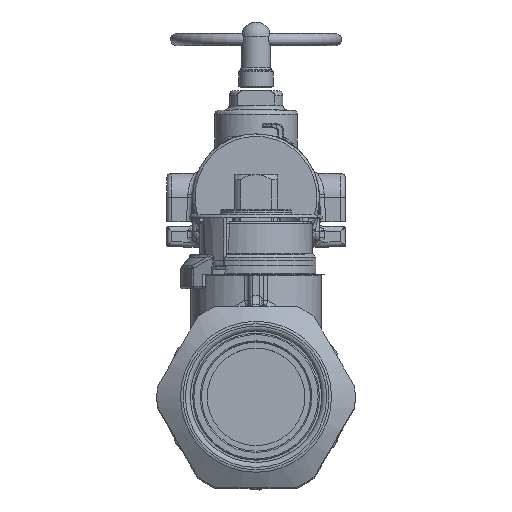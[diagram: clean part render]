
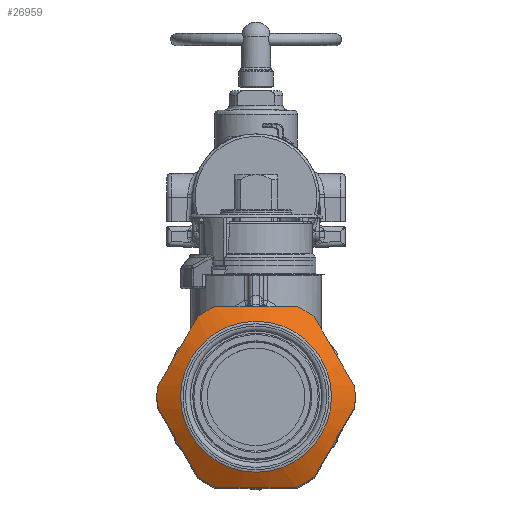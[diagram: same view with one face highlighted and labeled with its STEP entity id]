
A CAD part, top view. The second image highlights one B-rep face of the part: STEP entity #26959.
In plain terms, the highlighted conical face has half-angle 60 degrees and reference radius 17.78 mm.
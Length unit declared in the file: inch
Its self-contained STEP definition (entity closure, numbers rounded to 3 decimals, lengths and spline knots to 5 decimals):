
#70=(
BOUNDED_CURVE()
B_SPLINE_CURVE(2,(#121567,#121568,#121569),.UNSPECIFIED.,.F.,.F.)
B_SPLINE_CURVE_WITH_KNOTS((3,3),(0.,1.67512),.UNSPECIFIED.)
CURVE()
GEOMETRIC_REPRESENTATION_ITEM()
RATIONAL_B_SPLINE_CURVE((1.,1.096,1.))
REPRESENTATION_ITEM('')
);
#71=(
BOUNDED_CURVE()
B_SPLINE_CURVE(2,(#121573,#121574,#121575),.UNSPECIFIED.,.F.,.F.)
B_SPLINE_CURVE_WITH_KNOTS((3,3),(0.,1.67512),.UNSPECIFIED.)
CURVE()
GEOMETRIC_REPRESENTATION_ITEM()
RATIONAL_B_SPLINE_CURVE((1.,1.096,1.))
REPRESENTATION_ITEM('')
);
#72=(
BOUNDED_CURVE()
B_SPLINE_CURVE(2,(#121579,#121580,#121581),.UNSPECIFIED.,.F.,.F.)
B_SPLINE_CURVE_WITH_KNOTS((3,3),(0.,1.67512),.UNSPECIFIED.)
CURVE()
GEOMETRIC_REPRESENTATION_ITEM()
RATIONAL_B_SPLINE_CURVE((1.,1.096,1.))
REPRESENTATION_ITEM('')
);
#73=(
BOUNDED_CURVE()
B_SPLINE_CURVE(2,(#121585,#121586,#121587),.UNSPECIFIED.,.F.,.F.)
B_SPLINE_CURVE_WITH_KNOTS((3,3),(0.,1.67512),.UNSPECIFIED.)
CURVE()
GEOMETRIC_REPRESENTATION_ITEM()
RATIONAL_B_SPLINE_CURVE((1.,1.096,1.))
REPRESENTATION_ITEM('')
);
#74=(
BOUNDED_CURVE()
B_SPLINE_CURVE(2,(#121591,#121592,#121593),.UNSPECIFIED.,.F.,.F.)
B_SPLINE_CURVE_WITH_KNOTS((3,3),(0.,1.67512),.UNSPECIFIED.)
CURVE()
GEOMETRIC_REPRESENTATION_ITEM()
RATIONAL_B_SPLINE_CURVE((1.,1.096,1.))
REPRESENTATION_ITEM('')
);
#75=(
BOUNDED_CURVE()
B_SPLINE_CURVE(2,(#121597,#121598,#121599),.UNSPECIFIED.,.F.,.F.)
B_SPLINE_CURVE_WITH_KNOTS((3,3),(0.,1.67512),.UNSPECIFIED.)
CURVE()
GEOMETRIC_REPRESENTATION_ITEM()
RATIONAL_B_SPLINE_CURVE((1.,1.096,1.))
REPRESENTATION_ITEM('')
);
#1966=CONICAL_SURFACE('',#29906,0.7,1.047);
#3845=FACE_OUTER_BOUND('',#5673,.T.);
#5673=EDGE_LOOP('',(#24730,#24731,#24732,#24733,#24734,#24735,#24736,#24737,
#24738,#24739,#24740,#24741,#24742,#24743,#24744,#24745));
#8479=CIRCLE('',#29903,0.60928);
#8481=CIRCLE('',#29907,0.8);
#8482=CIRCLE('',#29908,0.8);
#8483=CIRCLE('',#29909,0.8);
#8484=CIRCLE('',#29910,0.8);
#8485=CIRCLE('',#29911,0.8);
#8486=CIRCLE('',#29912,0.8);
#8487=CIRCLE('',#29913,0.8);
#9327=LINE('',#121563,#10168);
#10168=VECTOR('',#36348,0.7);
#12514=VERTEX_POINT('',#121555);
#12516=VERTEX_POINT('',#121562);
#12517=VERTEX_POINT('',#121564);
#12518=VERTEX_POINT('',#121566);
#12519=VERTEX_POINT('',#121570);
#12520=VERTEX_POINT('',#121572);
#12521=VERTEX_POINT('',#121576);
#12522=VERTEX_POINT('',#121578);
#12523=VERTEX_POINT('',#121582);
#12524=VERTEX_POINT('',#121584);
#12525=VERTEX_POINT('',#121588);
#12526=VERTEX_POINT('',#121590);
#12527=VERTEX_POINT('',#121594);
#12528=VERTEX_POINT('',#121596);
#16591=EDGE_CURVE('',#12514,#12514,#8479,.T.);
#16593=EDGE_CURVE('',#12514,#12516,#9327,.T.);
#16594=EDGE_CURVE('',#12517,#12516,#8481,.T.);
#16595=EDGE_CURVE('',#12518,#12517,#70,.T.);
#16596=EDGE_CURVE('',#12519,#12518,#8482,.T.);
#16597=EDGE_CURVE('',#12520,#12519,#71,.T.);
#16598=EDGE_CURVE('',#12521,#12520,#8483,.T.);
#16599=EDGE_CURVE('',#12522,#12521,#72,.T.);
#16600=EDGE_CURVE('',#12523,#12522,#8484,.T.);
#16601=EDGE_CURVE('',#12524,#12523,#73,.T.);
#16602=EDGE_CURVE('',#12525,#12524,#8485,.T.);
#16603=EDGE_CURVE('',#12526,#12525,#74,.T.);
#16604=EDGE_CURVE('',#12527,#12526,#8486,.T.);
#16605=EDGE_CURVE('',#12528,#12527,#75,.T.);
#16606=EDGE_CURVE('',#12516,#12528,#8487,.T.);
#24730=ORIENTED_EDGE('',*,*,#16591,.F.);
#24731=ORIENTED_EDGE('',*,*,#16593,.T.);
#24732=ORIENTED_EDGE('',*,*,#16594,.F.);
#24733=ORIENTED_EDGE('',*,*,#16595,.F.);
#24734=ORIENTED_EDGE('',*,*,#16596,.F.);
#24735=ORIENTED_EDGE('',*,*,#16597,.F.);
#24736=ORIENTED_EDGE('',*,*,#16598,.F.);
#24737=ORIENTED_EDGE('',*,*,#16599,.F.);
#24738=ORIENTED_EDGE('',*,*,#16600,.F.);
#24739=ORIENTED_EDGE('',*,*,#16601,.F.);
#24740=ORIENTED_EDGE('',*,*,#16602,.F.);
#24741=ORIENTED_EDGE('',*,*,#16603,.F.);
#24742=ORIENTED_EDGE('',*,*,#16604,.F.);
#24743=ORIENTED_EDGE('',*,*,#16605,.F.);
#24744=ORIENTED_EDGE('',*,*,#16606,.F.);
#24745=ORIENTED_EDGE('',*,*,#16593,.F.);
#26959=ADVANCED_FACE('',(#3845),#1966,.T.);
#29903=AXIS2_PLACEMENT_3D('',#121557,#36340,#36341);
#29906=AXIS2_PLACEMENT_3D('',#121561,#36346,#36347);
#29907=AXIS2_PLACEMENT_3D('',#121565,#36349,#36350);
#29908=AXIS2_PLACEMENT_3D('',#121571,#36351,#36352);
#29909=AXIS2_PLACEMENT_3D('',#121577,#36353,#36354);
#29910=AXIS2_PLACEMENT_3D('',#121583,#36355,#36356);
#29911=AXIS2_PLACEMENT_3D('',#121589,#36357,#36358);
#29912=AXIS2_PLACEMENT_3D('',#121595,#36359,#36360);
#29913=AXIS2_PLACEMENT_3D('',#121600,#36361,#36362);
#36340=DIRECTION('center_axis',(0.,0.,
1.));
#36341=DIRECTION('ref_axis',(-1.,0.,0.));
#36346=DIRECTION('center_axis',(0.,0.,-1.));
#36347=DIRECTION('ref_axis',(1.,0.,0.));
#36348=DIRECTION('',(-0.866,0.,-0.5));
#36349=DIRECTION('center_axis',(0.,0.,-1.));
#36350=DIRECTION('ref_axis',(-1.,0.,0.));
#36351=DIRECTION('center_axis',(0.,0.,-1.));
#36352=DIRECTION('ref_axis',(-1.,0.,0.));
#36353=DIRECTION('center_axis',(0.,0.,-1.));
#36354=DIRECTION('ref_axis',(-1.,0.,0.));
#36355=DIRECTION('center_axis',(0.,0.,-1.));
#36356=DIRECTION('ref_axis',(-1.,0.,0.));
#36357=DIRECTION('center_axis',(0.,0.,-1.));
#36358=DIRECTION('ref_axis',(-1.,0.,0.));
#36359=DIRECTION('center_axis',(0.,0.,-1.));
#36360=DIRECTION('ref_axis',(-1.,0.,0.));
#36361=DIRECTION('center_axis',(0.,0.,-1.));
#36362=DIRECTION('ref_axis',(-1.,0.,0.));
#121555=CARTESIAN_POINT('',(-0.60928,0.,0.62464));
#121557=CARTESIAN_POINT('Origin',(0.,0.,
0.62464));
#121561=CARTESIAN_POINT('Origin',(0.,0.,0.57226));
#121562=CARTESIAN_POINT('',(-0.8,0.,0.51453));
#121563=CARTESIAN_POINT('',(-0.7,0.,0.57226));
#121564=CARTESIAN_POINT('',(-0.79583,-0.08158,0.51453));
#121565=CARTESIAN_POINT('Origin',(0.,0.,0.51453));
#121566=CARTESIAN_POINT('',(-0.46857,-0.64842,0.51453));
#121567=CARTESIAN_POINT('Ctrl Pts',(-0.46857,-0.64842,
0.51453));
#121568=CARTESIAN_POINT('Ctrl Pts',(-0.6322,-0.365,0.59182));
#121569=CARTESIAN_POINT('Ctrl Pts',(-0.79583,-0.08158,
0.51453));
#121570=CARTESIAN_POINT('',(-0.32726,-0.73,0.51453));
#121571=CARTESIAN_POINT('Origin',(0.,0.,0.51453));
#121572=CARTESIAN_POINT('',(0.32726,-0.73,0.51453));
#121573=CARTESIAN_POINT('Ctrl Pts',(0.32726,-0.73,0.51453));
#121574=CARTESIAN_POINT('Ctrl Pts',(0.,-0.73,0.59182));
#121575=CARTESIAN_POINT('Ctrl Pts',(-0.32726,-0.73,0.51453));
#121576=CARTESIAN_POINT('',(0.46857,-0.64842,0.51453));
#121577=CARTESIAN_POINT('Origin',(0.,0.,0.51453));
#121578=CARTESIAN_POINT('',(0.79583,-0.08158,0.51453));
#121579=CARTESIAN_POINT('Ctrl Pts',(0.79583,-0.08158,
0.51453));
#121580=CARTESIAN_POINT('Ctrl Pts',(0.6322,-0.365,
0.59182));
#121581=CARTESIAN_POINT('Ctrl Pts',(0.46857,-0.64842,
0.51453));
#121582=CARTESIAN_POINT('',(0.79583,0.08158,0.51453));
#121583=CARTESIAN_POINT('Origin',(0.,0.,0.51453));
#121584=CARTESIAN_POINT('',(0.46857,0.64842,0.51453));
#121585=CARTESIAN_POINT('Ctrl Pts',(0.46857,0.64842,
0.51453));
#121586=CARTESIAN_POINT('Ctrl Pts',(0.6322,0.365,0.59182));
#121587=CARTESIAN_POINT('Ctrl Pts',(0.79583,0.08158,
0.51453));
#121588=CARTESIAN_POINT('',(0.32726,0.73,0.51453));
#121589=CARTESIAN_POINT('Origin',(0.,0.,0.51453));
#121590=CARTESIAN_POINT('',(-0.32726,0.73,0.51453));
#121591=CARTESIAN_POINT('Ctrl Pts',(-0.32726,0.73,
0.51453));
#121592=CARTESIAN_POINT('Ctrl Pts',(0.,0.73,0.59182));
#121593=CARTESIAN_POINT('Ctrl Pts',(0.32726,0.73,0.51453));
#121594=CARTESIAN_POINT('',(-0.46857,0.64842,0.51453));
#121595=CARTESIAN_POINT('Origin',(0.,0.,0.51453));
#121596=CARTESIAN_POINT('',(-0.79583,0.08158,0.51453));
#121597=CARTESIAN_POINT('Ctrl Pts',(-0.79583,0.08158,
0.51453));
#121598=CARTESIAN_POINT('Ctrl Pts',(-0.6322,0.365,
0.59182));
#121599=CARTESIAN_POINT('Ctrl Pts',(-0.46857,0.64842,
0.51453));
#121600=CARTESIAN_POINT('Origin',(0.,0.,0.51453));
